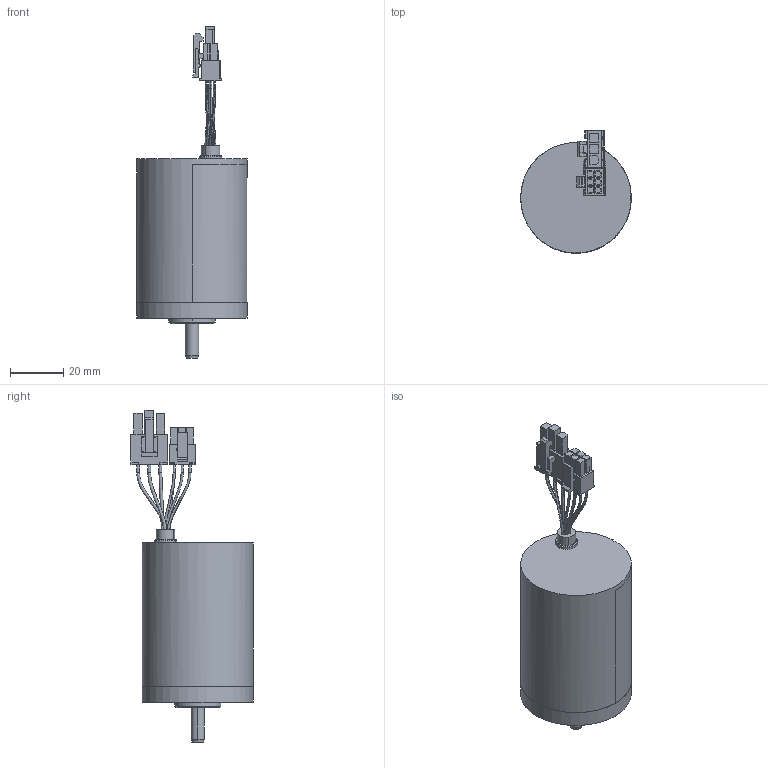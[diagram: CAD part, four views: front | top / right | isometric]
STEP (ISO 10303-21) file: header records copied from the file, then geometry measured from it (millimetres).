
FILE_DESCRIPTION((''),'2;1');
FILE_NAME('4611130001031_SW0002','2023-07-28T09:05:46',('TQ00973'),(''),'CREO PARAMETRIC BY PTC INC, 2018100','CREO PARAMETRIC BY PTC INC, 2018100','');
FILE_SCHEMA(('AUTOMOTIVE_DESIGN { 1 0 10303 214 1 1 1 1 }'));
Length unit declared in the file: millimetre
Products named in the file (1): 4611130001031_SW0002
Bounding box: 41.7 x 46.04 x 125.11 mm (x, y, z)
Volume: 84810.5 mm3; surface area: 14332.1 mm2
Topology: 2 solids, 2 shells, 326 faces, 865 edges, 560 vertices
Faces by surface type: plane 251, cylinder 51, bspline 16, cone 8
Entity records: 11955 total; most frequent: CARTESIAN_POINT 3778, ORIENTED_EDGE 1730, DIRECTION 1559, EDGE_CURVE 865, VECTOR 711, LINE 711, VERTEX_POINT 560, AXIS2_PLACEMENT_3D 424
